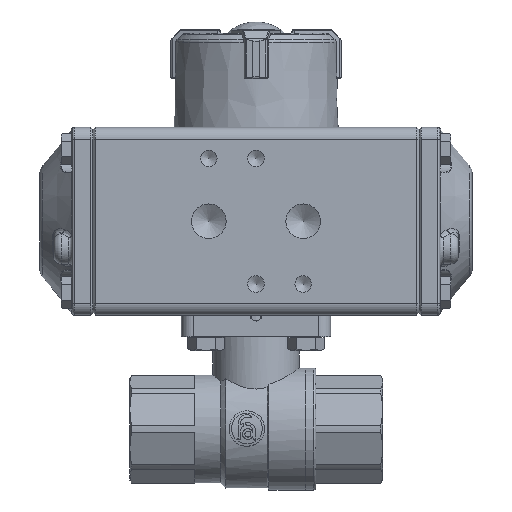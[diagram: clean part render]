
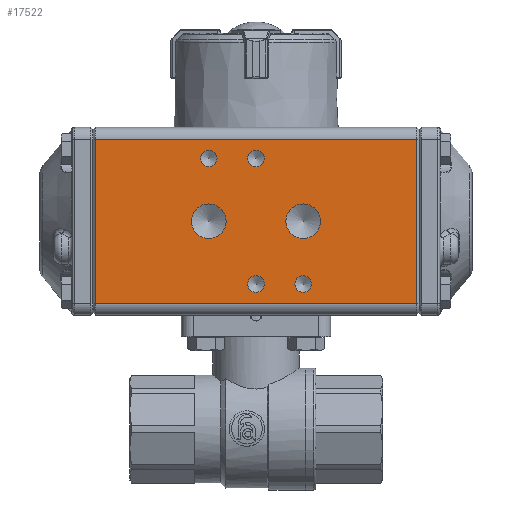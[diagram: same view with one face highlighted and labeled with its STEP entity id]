
A CAD part, front view. The second image highlights one B-rep face of the part: STEP entity #17522.
In plain terms, the highlighted face is planar.
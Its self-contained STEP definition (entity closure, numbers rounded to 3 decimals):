
#898=LINE('',#29558,#1767);
#899=LINE('',#29564,#1768);
#900=LINE('',#29567,#1769);
#901=LINE('',#29568,#1770);
#1767=VECTOR('',#22218,1000.);
#1768=VECTOR('',#22225,1000.);
#1769=VECTOR('',#22226,1000.);
#1770=VECTOR('',#22227,1000.);
#2894=PLANE('',#19096);
#5026=ORIENTED_EDGE('',*,*,#8758,.F.);
#5027=ORIENTED_EDGE('',*,*,#8759,.T.);
#5028=ORIENTED_EDGE('',*,*,#8755,.T.);
#5029=ORIENTED_EDGE('',*,*,#8760,.T.);
#5030=ORIENTED_EDGE('',*,*,#8573,.F.);
#5031=ORIENTED_EDGE('',*,*,#8575,.F.);
#5032=ORIENTED_EDGE('',*,*,#8577,.F.);
#5033=ORIENTED_EDGE('',*,*,#8579,.F.);
#5034=ORIENTED_EDGE('',*,*,#8581,.F.);
#5035=ORIENTED_EDGE('',*,*,#8583,.F.);
#8573=EDGE_CURVE('',#10640,#10640,#11835,.T.);
#8575=EDGE_CURVE('',#10643,#10643,#11837,.T.);
#8577=EDGE_CURVE('',#10646,#10646,#11839,.T.);
#8579=EDGE_CURVE('',#10649,#10649,#11841,.T.);
#8581=EDGE_CURVE('',#10652,#10652,#11843,.T.);
#8583=EDGE_CURVE('',#10655,#10655,#11845,.T.);
#8755=EDGE_CURVE('',#10780,#10781,#898,.T.);
#8758=EDGE_CURVE('',#10782,#10783,#899,.T.);
#8759=EDGE_CURVE('',#10782,#10780,#900,.T.);
#8760=EDGE_CURVE('',#10781,#10783,#901,.T.);
#10640=VERTEX_POINT('',#28932);
#10643=VERTEX_POINT('',#28939);
#10646=VERTEX_POINT('',#28946);
#10649=VERTEX_POINT('',#28953);
#10652=VERTEX_POINT('',#28960);
#10655=VERTEX_POINT('',#28967);
#10780=VERTEX_POINT('',#29559);
#10781=VERTEX_POINT('',#29560);
#10782=VERTEX_POINT('',#29565);
#10783=VERTEX_POINT('',#29566);
#11835=CIRCLE('',#18981,2.1);
#11837=CIRCLE('',#18985,2.1);
#11839=CIRCLE('',#18989,2.1);
#11841=CIRCLE('',#18993,2.1);
#11843=CIRCLE('',#18997,4.4);
#11845=CIRCLE('',#19001,4.4);
#12964=EDGE_LOOP('',(#5026,#5027,#5028,#5029));
#12965=EDGE_LOOP('',(#5030));
#12966=EDGE_LOOP('',(#5031));
#12967=EDGE_LOOP('',(#5032));
#12968=EDGE_LOOP('',(#5033));
#12969=EDGE_LOOP('',(#5034));
#12970=EDGE_LOOP('',(#5035));
#14296=FACE_BOUND('',#12964,.T.);
#14297=FACE_BOUND('',#12965,.T.);
#14298=FACE_BOUND('',#12966,.T.);
#14299=FACE_BOUND('',#12967,.T.);
#14300=FACE_BOUND('',#12968,.T.);
#14301=FACE_BOUND('',#12969,.T.);
#14302=FACE_BOUND('',#12970,.T.);
#17522=ADVANCED_FACE('',(#14296,#14297,#14298,#14299,#14300,#14301,#14302),
#2894,.F.);
#18981=AXIS2_PLACEMENT_3D('',#28931,#21917,#21918);
#18985=AXIS2_PLACEMENT_3D('',#28938,#21925,#21926);
#18989=AXIS2_PLACEMENT_3D('',#28945,#21933,#21934);
#18993=AXIS2_PLACEMENT_3D('',#28952,#21941,#21942);
#18997=AXIS2_PLACEMENT_3D('',#28959,#21949,#21950);
#19001=AXIS2_PLACEMENT_3D('',#28966,#21957,#21958);
#19096=AXIS2_PLACEMENT_3D('',#29563,#22223,#22224);
#21917=DIRECTION('',(-1.,0.,0.));
#21918=DIRECTION('',(0.,0.,1.));
#21925=DIRECTION('',(-1.,0.,0.));
#21926=DIRECTION('',(0.,0.,1.));
#21933=DIRECTION('',(-1.,0.,0.));
#21934=DIRECTION('',(0.,0.,1.));
#21941=DIRECTION('',(-1.,0.,0.));
#21942=DIRECTION('',(0.,0.,1.));
#21949=DIRECTION('',(-1.,0.,0.));
#21950=DIRECTION('',(0.,0.,1.));
#21957=DIRECTION('',(-1.,0.,0.));
#21958=DIRECTION('',(0.,0.,1.));
#22218=DIRECTION('',(0.,0.,-1.));
#22223=DIRECTION('',(1.,0.,0.));
#22224=DIRECTION('',(0.,1.,0.));
#22225=DIRECTION('',(0.,0.,-1.));
#22226=DIRECTION('',(0.,1.,0.));
#22227=DIRECTION('',(0.,-1.,0.));
#28931=CARTESIAN_POINT('',(-29.9,-16.,0.));
#28932=CARTESIAN_POINT('',(-29.9,-16.,2.1));
#28938=CARTESIAN_POINT('',(-29.9,16.,0.));
#28939=CARTESIAN_POINT('',(-29.9,16.,2.1));
#28945=CARTESIAN_POINT('',(-29.9,16.,-12.));
#28946=CARTESIAN_POINT('',(-29.9,16.,-9.9));
#28952=CARTESIAN_POINT('',(-29.9,-16.,12.));
#28953=CARTESIAN_POINT('',(-29.9,-16.,14.1));
#28959=CARTESIAN_POINT('',(-29.9,0.,-12.));
#28960=CARTESIAN_POINT('',(-29.9,0.,-7.6));
#28966=CARTESIAN_POINT('',(-29.9,0.,12.));
#28967=CARTESIAN_POINT('',(-29.9,0.,16.4));
#29558=CARTESIAN_POINT('',(-29.9,20.9,41.5));
#29559=CARTESIAN_POINT('',(-29.9,20.9,40.9));
#29560=CARTESIAN_POINT('',(-29.9,20.9,-40.9));
#29563=CARTESIAN_POINT('',(-29.9,20.9,41.5));
#29564=CARTESIAN_POINT('',(-29.9,-20.9,41.5));
#29565=CARTESIAN_POINT('',(-29.9,-20.9,40.9));
#29566=CARTESIAN_POINT('',(-29.9,-20.9,-40.9));
#29567=CARTESIAN_POINT('',(-29.9,20.9,40.9));
#29568=CARTESIAN_POINT('',(-29.9,20.9,-40.9));
